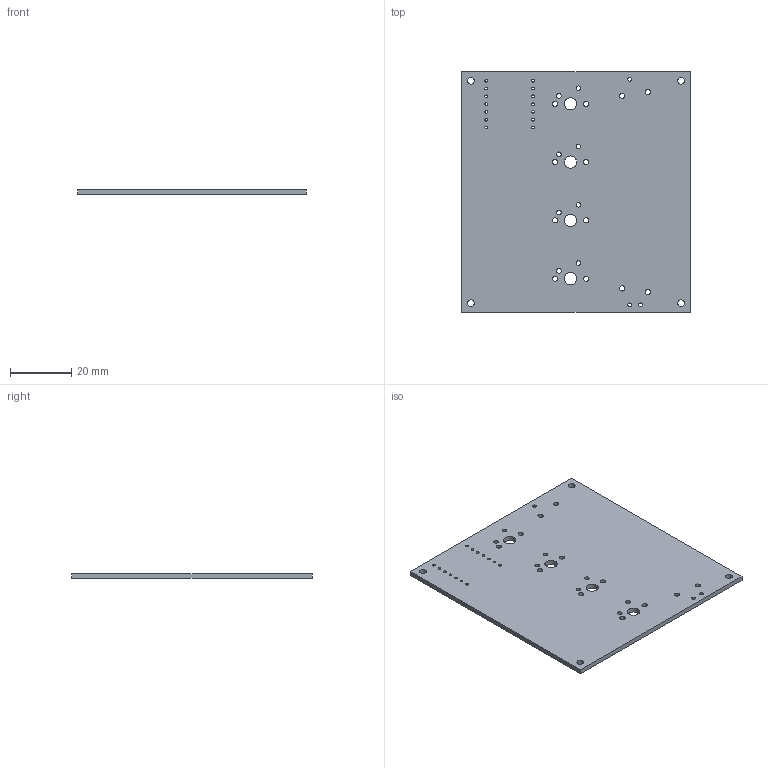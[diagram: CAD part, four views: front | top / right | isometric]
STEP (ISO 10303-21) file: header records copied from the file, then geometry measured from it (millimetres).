
FILE_DESCRIPTION(('KiCad electronic assembly'),'2;1');
FILE_NAME('Hackpad.step','2025-07-10T18:23:13',('Pcbnew'),('Kicad'), 'Open CASCADE STEP processor 7.8','KiCad to STEP converter','Unknown' );
FILE_SCHEMA(('AUTOMOTIVE_DESIGN { 1 0 10303 214 1 1 1 1 }'));
Length unit declared in the file: millimetre
Products named in the file (2): Hackpad 1; Hackpad_PCB
Assembly tree (1 placements, depth 2):
  Hackpad 1
    Hackpad_PCB
Bounding box: 74.5 x 78.5 x 1.6 mm (x, y, z)
Volume: 9166.9 mm3; surface area: 12316.4 mm2
Topology: 1 solids, 1 shells, 51 faces, 147 edges, 98 vertices
Faces by surface type: cylinder 45, plane 6
Full cylindrical faces by diameter (mm): 0.889 x14, 1.2 x3, 1.5 x8, 1.7 x12, 2.2 x4, 4 x4
Entity records: 1948 total; most frequent: DIRECTION 343, CARTESIAN_POINT 298, ORIENTED_EDGE 294, EDGE_CURVE 147, AXIS2_PLACEMENT_3D 143, FACE_BOUND 141, EDGE_LOOP 141, VERTEX_POINT 98
